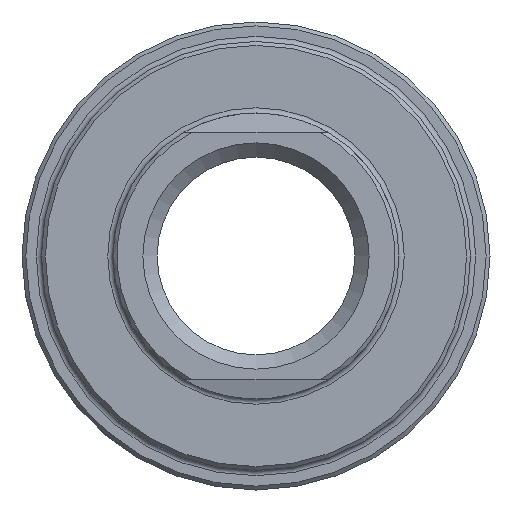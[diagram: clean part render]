
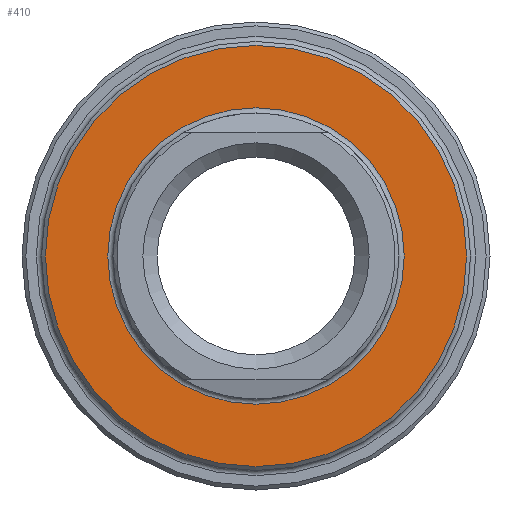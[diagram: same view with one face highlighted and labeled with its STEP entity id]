
A CAD part, left-side view. The second image highlights one B-rep face of the part: STEP entity #410.
In plain terms, the highlighted planar face has unit normal (-1, 0, 0).
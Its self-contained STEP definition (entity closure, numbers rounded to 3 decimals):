
#35=FACE_BOUND('',#120,.T.);
#61=CIRCLE('',#481,11.4);
#63=CIRCLE('',#485,16.2);
#90=FACE_OUTER_BOUND('',#119,.T.);
#119=EDGE_LOOP('',(#347));
#120=EDGE_LOOP('',(#348));
#198=VERTEX_POINT('',#739);
#199=VERTEX_POINT('',#746);
#248=EDGE_CURVE('',#198,#198,#61,.T.);
#251=EDGE_CURVE('',#199,#199,#63,.T.);
#347=ORIENTED_EDGE('',*,*,#251,.F.);
#348=ORIENTED_EDGE('',*,*,#248,.F.);
#392=PLANE('',#484);
#410=ADVANCED_FACE('',(#90,#35),#392,.T.);
#481=AXIS2_PLACEMENT_3D('',#741,#598,#599);
#484=AXIS2_PLACEMENT_3D('',#745,#605,#606);
#485=AXIS2_PLACEMENT_3D('',#747,#607,#608);
#598=DIRECTION('center_axis',(-1.,0.,0.));
#599=DIRECTION('ref_axis',(0.,-1.,0.));
#605=DIRECTION('center_axis',(-1.,0.,0.));
#606=DIRECTION('ref_axis',(0.,0.,1.));
#607=DIRECTION('center_axis',(1.,0.,0.));
#608=DIRECTION('ref_axis',(0.,-1.,0.));
#739=CARTESIAN_POINT('',(-11.5,0.,11.4));
#741=CARTESIAN_POINT('Origin',(-11.5,0.,0.));
#745=CARTESIAN_POINT('Origin',(-11.5,16.5,0.));
#746=CARTESIAN_POINT('',(-11.5,16.2,0.));
#747=CARTESIAN_POINT('Origin',(-11.5,0.,0.));
